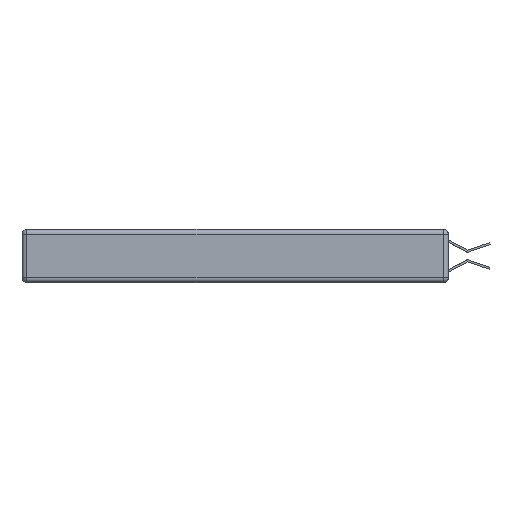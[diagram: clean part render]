
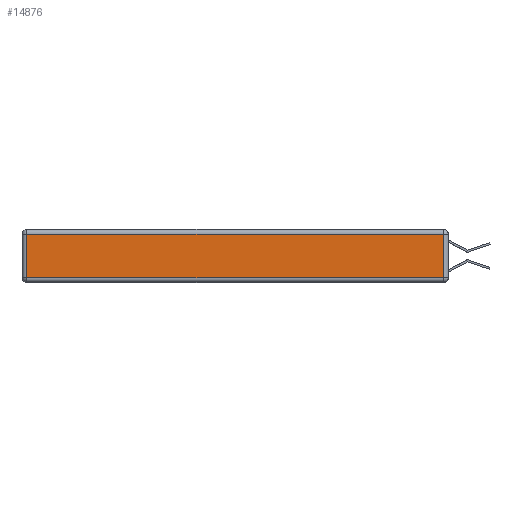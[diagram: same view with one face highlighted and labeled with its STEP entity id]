
A CAD part, left-side view. The second image highlights one B-rep face of the part: STEP entity #14876.
In plain terms, the highlighted planar face has unit normal (-1, 0, 0).
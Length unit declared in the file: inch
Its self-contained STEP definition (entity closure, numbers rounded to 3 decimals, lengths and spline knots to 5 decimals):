
#287 = ORIENTED_EDGE ( 'NONE', *, *, #11137, .T. ) ;
#311 = CARTESIAN_POINT ( 'NONE',  ( 0., 0.03, -0.03 ) ) ;
#1071 = EDGE_CURVE ( 'NONE', #9486, #12077, #3689, .T. ) ;
#1460 = FACE_OUTER_BOUND ( 'NONE', #2363, .T. ) ;
#2363 = EDGE_LOOP ( 'NONE', ( #4404, #7389, #287, #17301 ) ) ;
#2446 = DIRECTION ( 'NONE',  ( 0., 0., 1. ) ) ;
#3689 = LINE ( 'NONE', #8140, #3899 ) ;
#3899 = VECTOR ( 'NONE', #10885, 39.37008 ) ;
#4404 = ORIENTED_EDGE ( 'NONE', *, *, #11434, .T. ) ;
#4468 = VECTOR ( 'NONE', #5770, 39.37008 ) ;
#4624 = AXIS2_PLACEMENT_3D ( 'NONE', #11041, #9597, #2446 ) ;
#5310 = DIRECTION ( 'NONE',  ( 0., 0., 1. ) ) ;
#5770 = DIRECTION ( 'NONE',  ( 0., -1., 0. ) ) ;
#6351 = CARTESIAN_POINT ( 'NONE',  ( 0., 2.75, -0.03 ) ) ;
#6361 = CARTESIAN_POINT ( 'NONE',  ( 0., 2.72, -0.03 ) ) ;
#6511 = VECTOR ( 'NONE', #16529, 39.37008 ) ;
#6714 = LINE ( 'NONE', #6351, #6511 ) ;
#7389 = ORIENTED_EDGE ( 'NONE', *, *, #8868, .T. ) ;
#8023 = LINE ( 'NONE', #12874, #4468 ) ;
#8046 = CARTESIAN_POINT ( 'NONE',  ( 0., 0.03, -0.343 ) ) ;
#8140 = CARTESIAN_POINT ( 'NONE',  ( 0., 2.72, -0.343 ) ) ;
#8868 = EDGE_CURVE ( 'NONE', #9754, #15829, #14417, .T. ) ;
#9486 = VERTEX_POINT ( 'NONE', #6361 ) ;
#9597 = DIRECTION ( 'NONE',  ( -1., 0., 0. ) ) ;
#9754 = VERTEX_POINT ( 'NONE', #9780 ) ;
#9780 = CARTESIAN_POINT ( 'NONE',  ( 0., 0.03, -0.313 ) ) ;
#10885 = DIRECTION ( 'NONE',  ( 0., 0., -1. ) ) ;
#10975 = PLANE ( 'NONE',  #4624 ) ;
#11041 = CARTESIAN_POINT ( 'NONE',  ( 0., 0., -0.343 ) ) ;
#11137 = EDGE_CURVE ( 'NONE', #15829, #9486, #6714, .T. ) ;
#11434 = EDGE_CURVE ( 'NONE', #12077, #9754, #8023, .T. ) ;
#12077 = VERTEX_POINT ( 'NONE', #16818 ) ;
#12874 = CARTESIAN_POINT ( 'NONE',  ( 0., 0., -0.313 ) ) ;
#14417 = LINE ( 'NONE', #8046, #16440 ) ;
#14876 = ADVANCED_FACE ( 'NONE', ( #1460 ), #10975, .T. ) ;
#15829 = VERTEX_POINT ( 'NONE', #311 ) ;
#16440 = VECTOR ( 'NONE', #5310, 39.37008 ) ;
#16529 = DIRECTION ( 'NONE',  ( 0., 1., 0. ) ) ;
#16818 = CARTESIAN_POINT ( 'NONE',  ( 0., 2.72, -0.313 ) ) ;
#17301 = ORIENTED_EDGE ( 'NONE', *, *, #1071, .T. ) ;
